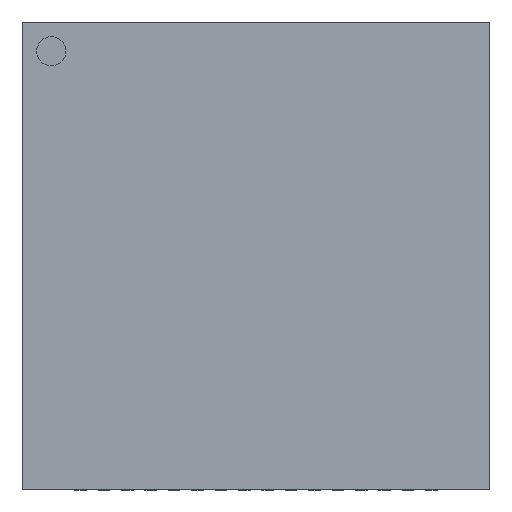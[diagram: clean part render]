
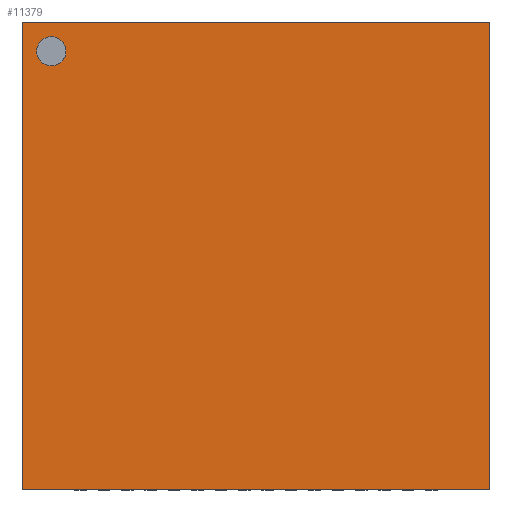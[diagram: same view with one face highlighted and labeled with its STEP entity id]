
A CAD part, top view. The second image highlights one B-rep face of the part: STEP entity #11379.
In plain terms, the highlighted planar face has unit normal (0, 0, 1).
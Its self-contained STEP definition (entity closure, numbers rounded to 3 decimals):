
#16=FACE_BOUND('',#1850,.T.);
#283=CIRCLE('',#11971,0.25);
#1191=FACE_OUTER_BOUND('',#1849,.T.);
#1849=EDGE_LOOP('',(#10172,#10173,#10174,#10175));
#1850=EDGE_LOOP('',(#10176));
#3146=LINE('',#18734,#4450);
#3148=LINE('',#18738,#4452);
#3150=LINE('',#18742,#4454);
#3152=LINE('',#18745,#4456);
#4450=VECTOR('',#15465,8.);
#4452=VECTOR('',#15469,8.);
#4454=VECTOR('',#15473,8.);
#4456=VECTOR('',#15477,8.);
#4982=VERTEX_POINT('',#17182);
#5499=VERTEX_POINT('',#18731);
#5500=VERTEX_POINT('',#18733);
#5501=VERTEX_POINT('',#18737);
#5502=VERTEX_POINT('',#18741);
#6282=EDGE_CURVE('',#4982,#4982,#283,.T.);
#7056=EDGE_CURVE('',#5499,#5500,#3146,.T.);
#7058=EDGE_CURVE('',#5500,#5501,#3148,.T.);
#7060=EDGE_CURVE('',#5501,#5502,#3150,.T.);
#7062=EDGE_CURVE('',#5502,#5499,#3152,.T.);
#10172=ORIENTED_EDGE('',*,*,#7056,.F.);
#10173=ORIENTED_EDGE('',*,*,#7062,.F.);
#10174=ORIENTED_EDGE('',*,*,#7060,.F.);
#10175=ORIENTED_EDGE('',*,*,#7058,.F.);
#10176=ORIENTED_EDGE('',*,*,#6282,.T.);
#10723=PLANE('',#12362);
#11379=ADVANCED_FACE('',(#1191,#16),#10723,.T.);
#11971=AXIS2_PLACEMENT_3D('',#17183,#14044,#14045);
#12362=AXIS2_PLACEMENT_3D('',#18746,#15478,#15479);
#14044=DIRECTION('center_axis',(0.,0.,
-1.));
#14045=DIRECTION('ref_axis',(1.,0.,0.));
#15465=DIRECTION('',(0.,-1.,0.));
#15469=DIRECTION('',(-1.,0.,0.));
#15473=DIRECTION('',(0.,1.,0.));
#15477=DIRECTION('',(1.,0.,0.));
#15478=DIRECTION('center_axis',(0.,0.,
1.));
#15479=DIRECTION('ref_axis',(1.,0.,0.));
#17182=CARTESIAN_POINT('',(-3.75,3.5,1.));
#17183=CARTESIAN_POINT('Origin',(-3.5,3.5,1.));
#18731=CARTESIAN_POINT('',(4.,4.,1.));
#18733=CARTESIAN_POINT('',(4.,-4.,1.));
#18734=CARTESIAN_POINT('',(4.,4.,1.));
#18737=CARTESIAN_POINT('',(-4.,-4.,1.));
#18738=CARTESIAN_POINT('',(4.,-4.,1.));
#18741=CARTESIAN_POINT('',(-4.,4.,1.));
#18742=CARTESIAN_POINT('',(-4.,-4.,1.));
#18745=CARTESIAN_POINT('',(-4.,4.,1.));
#18746=CARTESIAN_POINT('Origin',(0.,0.,
1.));
